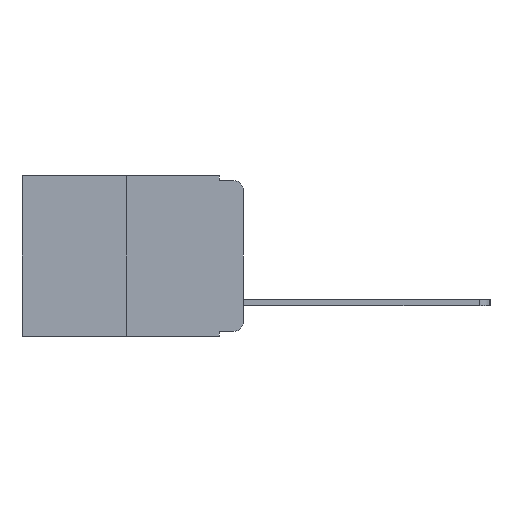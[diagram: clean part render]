
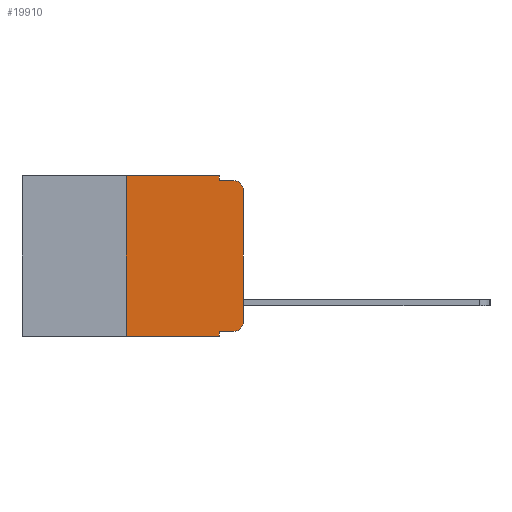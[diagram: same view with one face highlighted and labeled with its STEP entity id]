
A CAD part, left-side view. The second image highlights one B-rep face of the part: STEP entity #19910.
In plain terms, the highlighted planar face has unit normal (-1, 0, 0).
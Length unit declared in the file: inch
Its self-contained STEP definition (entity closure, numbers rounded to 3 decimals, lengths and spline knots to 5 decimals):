
#456 = PLANE ( 'NONE',  #13128 ) ;
#516 = LINE ( 'NONE', #10024, #19711 ) ;
#539 = LINE ( 'NONE', #13592, #4927 ) ;
#582 = CARTESIAN_POINT ( 'NONE',  ( 0., 0.473, -0.343 ) ) ;
#708 = ORIENTED_EDGE ( 'NONE', *, *, #14147, .T. ) ;
#837 = CARTESIAN_POINT ( 'NONE',  ( 0., 0.051, -0.333 ) ) ;
#975 = DIRECTION ( 'NONE',  ( 0., -1., 0. ) ) ;
#978 = CARTESIAN_POINT ( 'NONE',  ( 0., 0.02, -0.03 ) ) ;
#1369 = CARTESIAN_POINT ( 'NONE',  ( 0., 0.25, 0. ) ) ;
#1372 = VERTEX_POINT ( 'NONE', #22651 ) ;
#2204 = CARTESIAN_POINT ( 'NONE',  ( 0., 0.051, -0.343 ) ) ;
#2392 = AXIS2_PLACEMENT_3D ( 'NONE', #978, #14028, #2870 ) ;
#2404 = VERTEX_POINT ( 'NONE', #3686 ) ;
#2870 = DIRECTION ( 'NONE',  ( 0., 0., -1. ) ) ;
#2902 = EDGE_CURVE ( 'NONE', #15824, #12366, #6056, .T. ) ;
#3686 = CARTESIAN_POINT ( 'NONE',  ( 0., 0.02, -0.01 ) ) ;
#4214 = DIRECTION ( 'NONE',  ( 0., 0., -1. ) ) ;
#4314 = DIRECTION ( 'NONE',  ( 0., 0., -1. ) ) ;
#4649 = LINE ( 'NONE', #20549, #14572 ) ;
#4927 = VECTOR ( 'NONE', #4314, 39.37008 ) ;
#6056 = CIRCLE ( 'NONE', #13611, 0.02 ) ;
#6147 = CARTESIAN_POINT ( 'NONE',  ( 0., 0.25, 0. ) ) ;
#6437 = EDGE_LOOP ( 'NONE', ( #21274, #22589, #23206, #14746, #14918, #9736, #21285, #20651, #708, #18132 ) ) ;
#6625 = EDGE_CURVE ( 'NONE', #14032, #20874, #7721, .T. ) ;
#7001 = LINE ( 'NONE', #23157, #16329 ) ;
#7579 = DIRECTION ( 'NONE',  ( 0., 0., 1. ) ) ;
#7721 = LINE ( 'NONE', #12090, #21891 ) ;
#7746 = LINE ( 'NONE', #582, #22470 ) ;
#8266 = VERTEX_POINT ( 'NONE', #9177 ) ;
#9047 = VERTEX_POINT ( 'NONE', #9172 ) ;
#9172 = CARTESIAN_POINT ( 'NONE',  ( 0., 0.051, -0.01 ) ) ;
#9177 = CARTESIAN_POINT ( 'NONE',  ( 0., 0.051, 0. ) ) ;
#9736 = ORIENTED_EDGE ( 'NONE', *, *, #19118, .F. ) ;
#10024 = CARTESIAN_POINT ( 'NONE',  ( 0., 0.051, -0.01 ) ) ;
#10657 = DIRECTION ( 'NONE',  ( 0., 0., 1. ) ) ;
#10941 = VERTEX_POINT ( 'NONE', #6147 ) ;
#11318 = VERTEX_POINT ( 'NONE', #14782 ) ;
#11870 = LINE ( 'NONE', #20105, #16855 ) ;
#12073 = CIRCLE ( 'NONE', #2392, 0.02 ) ;
#12090 = CARTESIAN_POINT ( 'NONE',  ( 0., 0.051, 0. ) ) ;
#12354 = VECTOR ( 'NONE', #10657, 39.37008 ) ;
#12366 = VERTEX_POINT ( 'NONE', #16499 ) ;
#12779 = EDGE_CURVE ( 'NONE', #10941, #8266, #7001, .T. ) ;
#13128 = AXIS2_PLACEMENT_3D ( 'NONE', #13480, #15378, #4214 ) ;
#13480 = CARTESIAN_POINT ( 'NONE',  ( 0., 0.473, 0. ) ) ;
#13592 = CARTESIAN_POINT ( 'NONE',  ( 0., 0.051, 0. ) ) ;
#13611 = AXIS2_PLACEMENT_3D ( 'NONE', #18329, #18324, #15785 ) ;
#13997 = EDGE_CURVE ( 'NONE', #9047, #2404, #516, .T. ) ;
#14028 = DIRECTION ( 'NONE',  ( -1., 0., 0. ) ) ;
#14032 = VERTEX_POINT ( 'NONE', #837 ) ;
#14147 = EDGE_CURVE ( 'NONE', #14032, #15824, #11870, .T. ) ;
#14572 = VECTOR ( 'NONE', #7579, 39.37008 ) ;
#14746 = ORIENTED_EDGE ( 'NONE', *, *, #22738, .F. ) ;
#14782 = CARTESIAN_POINT ( 'NONE',  ( 0., 0., -0.03 ) ) ;
#14918 = ORIENTED_EDGE ( 'NONE', *, *, #12779, .F. ) ;
#15178 = DIRECTION ( 'NONE',  ( 0., 0., -1. ) ) ;
#15349 = DIRECTION ( 'NONE',  ( 0., -1., 0. ) ) ;
#15378 = DIRECTION ( 'NONE',  ( 1., 0., 0. ) ) ;
#15785 = DIRECTION ( 'NONE',  ( 0., 0., -1. ) ) ;
#15824 = VERTEX_POINT ( 'NONE', #16178 ) ;
#16178 = CARTESIAN_POINT ( 'NONE',  ( 0., 0.02, -0.333 ) ) ;
#16329 = VECTOR ( 'NONE', #975, 39.37008 ) ;
#16499 = CARTESIAN_POINT ( 'NONE',  ( 0., 0., -0.313 ) ) ;
#16855 = VECTOR ( 'NONE', #21924, 39.37008 ) ;
#17313 = LINE ( 'NONE', #1369, #12354 ) ;
#18132 = ORIENTED_EDGE ( 'NONE', *, *, #2902, .T. ) ;
#18324 = DIRECTION ( 'NONE',  ( -1., 0., 0. ) ) ;
#18329 = CARTESIAN_POINT ( 'NONE',  ( 0., 0.02, -0.313 ) ) ;
#18836 = EDGE_CURVE ( 'NONE', #1372, #20874, #7746, .T. ) ;
#18979 = EDGE_CURVE ( 'NONE', #11318, #2404, #12073, .T. ) ;
#19118 = EDGE_CURVE ( 'NONE', #1372, #10941, #17313, .T. ) ;
#19711 = VECTOR ( 'NONE', #22946, 39.37008 ) ;
#19910 = ADVANCED_FACE ( 'NONE', ( #22115 ), #456, .F. ) ;
#20105 = CARTESIAN_POINT ( 'NONE',  ( 0., 0.051, -0.333 ) ) ;
#20549 = CARTESIAN_POINT ( 'NONE',  ( 0., 0., 0. ) ) ;
#20651 = ORIENTED_EDGE ( 'NONE', *, *, #6625, .F. ) ;
#20874 = VERTEX_POINT ( 'NONE', #2204 ) ;
#21274 = ORIENTED_EDGE ( 'NONE', *, *, #22601, .T. ) ;
#21285 = ORIENTED_EDGE ( 'NONE', *, *, #18836, .T. ) ;
#21891 = VECTOR ( 'NONE', #15178, 39.37008 ) ;
#21924 = DIRECTION ( 'NONE',  ( 0., -1., 0. ) ) ;
#22115 = FACE_OUTER_BOUND ( 'NONE', #6437, .T. ) ;
#22470 = VECTOR ( 'NONE', #15349, 39.37008 ) ;
#22589 = ORIENTED_EDGE ( 'NONE', *, *, #18979, .T. ) ;
#22601 = EDGE_CURVE ( 'NONE', #12366, #11318, #4649, .T. ) ;
#22651 = CARTESIAN_POINT ( 'NONE',  ( 0., 0.25, -0.343 ) ) ;
#22738 = EDGE_CURVE ( 'NONE', #8266, #9047, #539, .T. ) ;
#22946 = DIRECTION ( 'NONE',  ( 0., -1., 0. ) ) ;
#23157 = CARTESIAN_POINT ( 'NONE',  ( 0., 0.473, 0. ) ) ;
#23206 = ORIENTED_EDGE ( 'NONE', *, *, #13997, .F. ) ;
